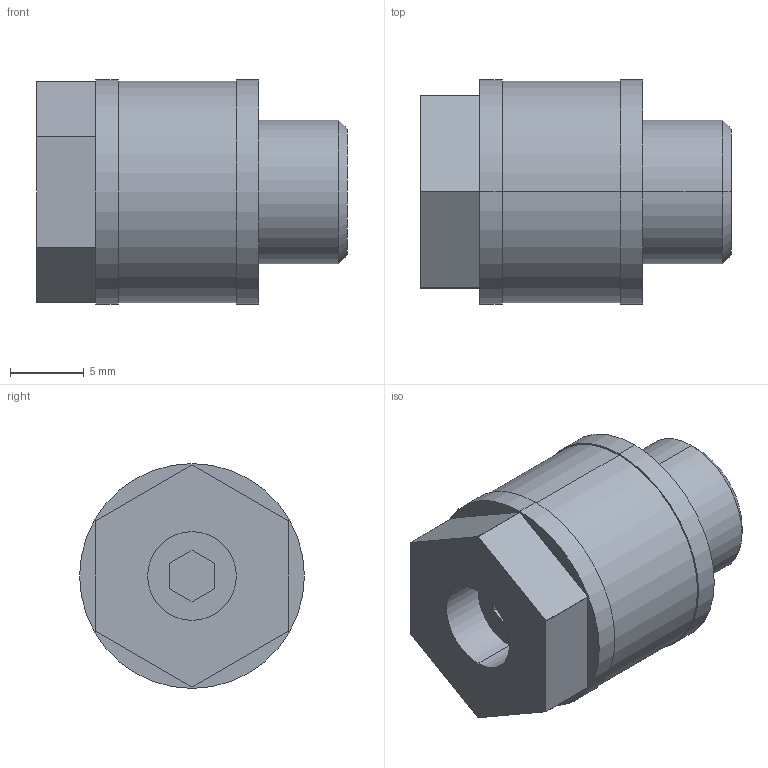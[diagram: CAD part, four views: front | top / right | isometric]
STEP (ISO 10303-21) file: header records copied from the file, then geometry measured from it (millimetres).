
FILE_DESCRIPTION (( 'STEP AP214' ), '1' );
FILE_NAME ('AZ-067601.STEP', '2020-03-31T06:36:00', ( '' ), ( '' ), 'SwSTEP 2.0', 'SolidWorks 2020', '' );
FILE_SCHEMA (( 'AUTOMOTIVE_DESIGN' ));
Length unit declared in the file: millimetre
Products named in the file (1): AZ-067601
Bounding box: 21 x 15.2 x 15.2 mm (x, y, z)
Volume: 2877.3 mm3; surface area: 1326.9 mm2
Topology: 1 solids, 1 shells, 39 faces, 91 edges, 60 vertices
Faces by surface type: plane 20, cylinder 17, cone 2
Entity records: 1203 total; most frequent: DIRECTION 207, CARTESIAN_POINT 191, ORIENTED_EDGE 182, EDGE_CURVE 91, AXIS2_PLACEMENT_3D 76, VERTEX_POINT 60, LINE 55, VECTOR 55
